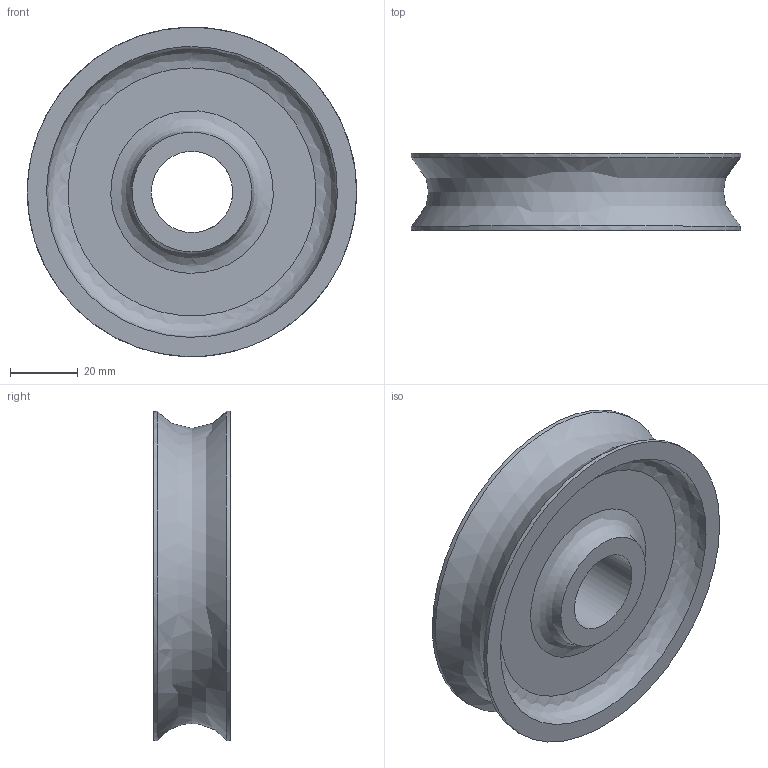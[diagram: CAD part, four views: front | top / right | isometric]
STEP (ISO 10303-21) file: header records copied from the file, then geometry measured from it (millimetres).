
FILE_DESCRIPTION(('FreeCAD Model'),'2;1');
FILE_NAME('Open CASCADE Shape Model','2025-05-04T01:40:57',('FreeCAD'),( 'FreeCAD'),'Open CASCADE STEP processor 7.6','FreeCAD','Unknown');
FILE_SCHEMA(('AUTOMOTIVE_DESIGN { 1 0 10303 214 1 1 1 1 }'));
Length unit declared in the file: millimetre
Products named in the file (1): Open CASCADE STEP translator 7.6 1
Bounding box: 96.88 x 22.65 x 96.86 mm (x, y, z)
Volume: 83401.6 mm3; surface area: 25663 mm2
Topology: 1 solids, 1 shells, 14 faces, 24 edges, 16 vertices
Faces by surface type: bspline 14
Entity records: 519 total; most frequent: CARTESIAN_POINT 351, ORIENTED_EDGE 48, EDGE_CURVE 24, FACE_BOUND 20, EDGE_LOOP 20, VERTEX_POINT 16, ADVANCED_FACE 14, B_SPLINE_SURFACE_WITH_KNOTS 6
